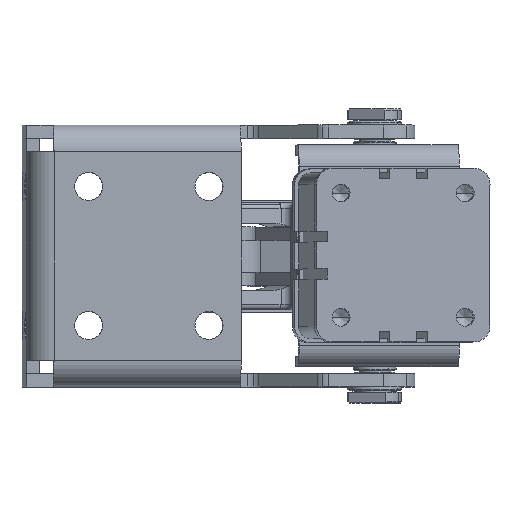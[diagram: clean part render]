
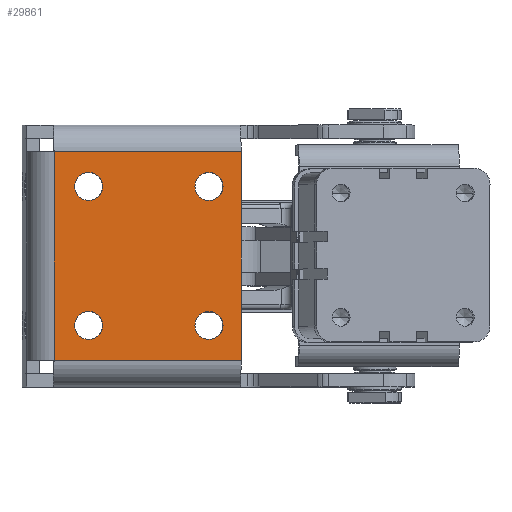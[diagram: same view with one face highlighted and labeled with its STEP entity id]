
A CAD part, top view. The second image highlights one B-rep face of the part: STEP entity #29861.
In plain terms, the highlighted planar face has unit normal (0.025, 0, 1).
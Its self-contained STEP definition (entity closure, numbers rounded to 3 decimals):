
#13260=CARTESIAN_POINT('',(114.34,192.081,167.654));
#13261=VERTEX_POINT('',#13260);
#13270=CARTESIAN_POINT('',(114.34,181.581,167.654));
#13271=VERTEX_POINT('',#13270);
#13272=CARTESIAN_POINT('',(114.34,186.831,167.654));
#13273=DIRECTION('',(-0.025,0.,-1.));
#13274=DIRECTION('',(0.,1.0,0.));
#13275=AXIS2_PLACEMENT_3D('',#13272,#13273,#13274);
#13276=CIRCLE('',#13275,5.25);
#13277=EDGE_CURVE('',#13271,#13261,#13276,.T.);
#13332=CARTESIAN_POINT('',(114.34,244.081,167.654));
#13333=VERTEX_POINT('',#13332);
#13342=CARTESIAN_POINT('',(114.34,233.581,167.654));
#13343=VERTEX_POINT('',#13342);
#13344=CARTESIAN_POINT('',(114.34,238.831,167.654));
#13345=DIRECTION('',(-0.025,0.,-1.));
#13346=DIRECTION('',(0.,1.0,0.));
#13347=AXIS2_PLACEMENT_3D('',#13344,#13345,#13346);
#13348=CIRCLE('',#13347,5.25);
#13349=EDGE_CURVE('',#13343,#13333,#13348,.T.);
#13404=CARTESIAN_POINT('',(159.326,192.081,166.542));
#13405=VERTEX_POINT('',#13404);
#13414=CARTESIAN_POINT('',(159.326,181.581,166.542));
#13415=VERTEX_POINT('',#13414);
#13416=CARTESIAN_POINT('',(159.326,186.831,166.542));
#13417=DIRECTION('',(-0.025,0.,-1.));
#13418=DIRECTION('',(0.,1.0,0.));
#13419=AXIS2_PLACEMENT_3D('',#13416,#13417,#13418);
#13420=CIRCLE('',#13419,5.25);
#13421=EDGE_CURVE('',#13415,#13405,#13420,.T.);
#13476=CARTESIAN_POINT('',(159.326,244.081,166.542));
#13477=VERTEX_POINT('',#13476);
#13486=CARTESIAN_POINT('',(159.326,233.581,166.542));
#13487=VERTEX_POINT('',#13486);
#13488=CARTESIAN_POINT('',(159.326,238.831,166.542));
#13489=DIRECTION('',(-0.025,0.,-1.));
#13490=DIRECTION('',(0.,1.0,0.));
#13491=AXIS2_PLACEMENT_3D('',#13488,#13489,#13490);
#13492=CIRCLE('',#13491,5.25);
#13493=EDGE_CURVE('',#13487,#13477,#13492,.T.);
#29104=CARTESIAN_POINT('',(159.326,238.831,166.542));
#29105=DIRECTION('',(-0.025,0.,-1.));
#29106=DIRECTION('',(0.,1.0,0.));
#29107=AXIS2_PLACEMENT_3D('',#29104,#29105,#29106);
#29108=CIRCLE('',#29107,5.25);
#29109=EDGE_CURVE('',#13477,#13487,#29108,.T.);
#29156=CARTESIAN_POINT('',(159.326,186.831,166.542));
#29157=DIRECTION('',(-0.025,0.,-1.));
#29158=DIRECTION('',(0.,1.0,0.));
#29159=AXIS2_PLACEMENT_3D('',#29156,#29157,#29158);
#29160=CIRCLE('',#29159,5.25);
#29161=EDGE_CURVE('',#13405,#13415,#29160,.T.);
#29208=CARTESIAN_POINT('',(114.34,238.831,167.654));
#29209=DIRECTION('',(-0.025,0.,-1.));
#29210=DIRECTION('',(0.,1.0,0.));
#29211=AXIS2_PLACEMENT_3D('',#29208,#29209,#29210);
#29212=CIRCLE('',#29211,5.25);
#29213=EDGE_CURVE('',#13333,#13343,#29212,.T.);
#29260=CARTESIAN_POINT('',(114.34,186.831,167.654));
#29261=DIRECTION('',(-0.025,0.,-1.));
#29262=DIRECTION('',(0.,1.0,0.));
#29263=AXIS2_PLACEMENT_3D('',#29260,#29261,#29262);
#29264=CIRCLE('',#29263,5.25);
#29265=EDGE_CURVE('',#13261,#13271,#29264,.T.);
#29428=CARTESIAN_POINT('',(101.344,251.831,167.975));
#29429=VERTEX_POINT('',#29428);
#29453=CARTESIAN_POINT('',(101.344,173.831,167.975));
#29454=VERTEX_POINT('',#29453);
#29539=CARTESIAN_POINT('',(101.344,251.831,167.975));
#29540=DIRECTION('',(0.,-1.0,0.));
#29541=VECTOR('',#29540,78.);
#29542=LINE('',#29539,#29541);
#29543=EDGE_CURVE('',#29429,#29454,#29542,.T.);
#29795=CARTESIAN_POINT('',(171.323,251.831,166.246));
#29796=VERTEX_POINT('',#29795);
#29813=CARTESIAN_POINT('',(171.323,251.831,166.246));
#29814=DIRECTION('',(-1.,0.,0.025));
#29815=VECTOR('',#29814,70.);
#29816=LINE('',#29813,#29815);
#29817=EDGE_CURVE('',#29796,#29429,#29816,.T.);
#29822=CARTESIAN_POINT('',(172.322,212.831,166.221));
#29823=DIRECTION('',(-0.025,0.,-1.));
#29824=DIRECTION('',(0.,1.0,0.));
#29825=AXIS2_PLACEMENT_3D('',#29822,#29823,#29824);
#29826=PLANE('',#29825);
#29827=CARTESIAN_POINT('',(171.323,173.831,166.246));
#29828=VERTEX_POINT('',#29827);
#29829=CARTESIAN_POINT('',(171.323,173.831,166.246));
#29830=DIRECTION('',(0.,1.0,0.));
#29831=VECTOR('',#29830,78.);
#29832=LINE('',#29829,#29831);
#29833=EDGE_CURVE('',#29828,#29796,#29832,.T.);
#29834=ORIENTED_EDGE('',*,*,#29833,.T.);
#29835=ORIENTED_EDGE('',*,*,#29817,.T.);
#29836=ORIENTED_EDGE('',*,*,#29543,.T.);
#29837=CARTESIAN_POINT('',(101.344,173.831,167.975));
#29838=DIRECTION('',(1.,0.,-0.025));
#29839=VECTOR('',#29838,70.);
#29840=LINE('',#29837,#29839);
#29841=EDGE_CURVE('',#29454,#29828,#29840,.T.);
#29842=ORIENTED_EDGE('',*,*,#29841,.T.);
#29843=EDGE_LOOP('',(#29834,#29835,#29836,#29842));
#29844=FACE_OUTER_BOUND('',#29843,.T.);
#29845=ORIENTED_EDGE('',*,*,#13277,.T.);
#29846=ORIENTED_EDGE('',*,*,#29265,.T.);
#29847=EDGE_LOOP('',(#29845,#29846));
#29848=FACE_BOUND('',#29847,.T.);
#29849=ORIENTED_EDGE('',*,*,#13349,.T.);
#29850=ORIENTED_EDGE('',*,*,#29213,.T.);
#29851=EDGE_LOOP('',(#29849,#29850));
#29852=FACE_BOUND('',#29851,.T.);
#29853=ORIENTED_EDGE('',*,*,#13421,.T.);
#29854=ORIENTED_EDGE('',*,*,#29161,.T.);
#29855=EDGE_LOOP('',(#29853,#29854));
#29856=FACE_BOUND('',#29855,.T.);
#29857=ORIENTED_EDGE('',*,*,#13493,.T.);
#29858=ORIENTED_EDGE('',*,*,#29109,.T.);
#29859=EDGE_LOOP('',(#29857,#29858));
#29860=FACE_BOUND('',#29859,.T.);
#29861=ADVANCED_FACE('',(#29844,#29848,#29852,#29856,#29860),#29826,.F.);
